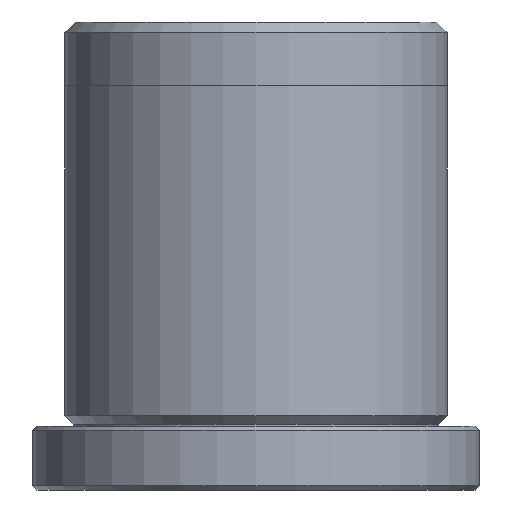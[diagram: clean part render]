
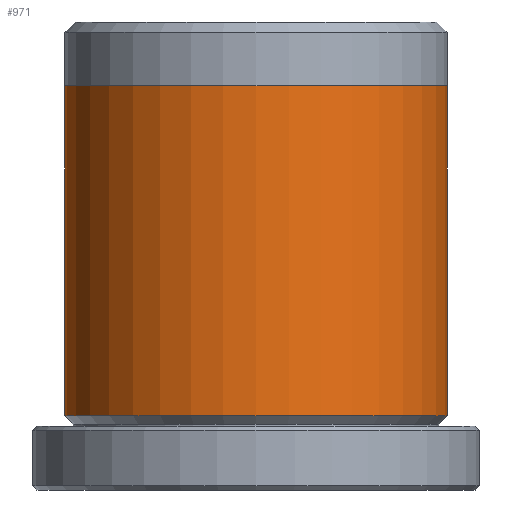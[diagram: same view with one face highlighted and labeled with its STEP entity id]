
A CAD part, front view. The second image highlights one B-rep face of the part: STEP entity #971.
In plain terms, the highlighted cylindrical face has radius 9 mm (diameter 18 mm), a partial arc.
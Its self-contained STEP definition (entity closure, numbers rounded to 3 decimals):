
#31 = DIRECTION ( 'NONE',  ( -1., 0., 0. ) ) ;
#46 = CARTESIAN_POINT ( 'NONE',  ( 9., 0., 22. ) ) ;
#79 = CARTESIAN_POINT ( 'NONE',  ( -9., 0., 22. ) ) ;
#107 = ORIENTED_EDGE ( 'NONE', *, *, #1518, .F. ) ;
#194 = DIRECTION ( 'NONE',  ( 0., 0., -1. ) ) ;
#202 = DIRECTION ( 'NONE',  ( 0., 0., 1. ) ) ;
#252 = CYLINDRICAL_SURFACE ( 'NONE', #1825, 9. ) ;
#280 = VERTEX_POINT ( 'NONE', #1776 ) ;
#327 = DIRECTION ( 'NONE',  ( 0., 0., -1. ) ) ;
#483 = ORIENTED_EDGE ( 'NONE', *, *, #1722, .T. ) ;
#515 = CARTESIAN_POINT ( 'NONE',  ( -9., 0., 19. ) ) ;
#524 = ORIENTED_EDGE ( 'NONE', *, *, #1811, .F. ) ;
#619 = CARTESIAN_POINT ( 'NONE',  ( 9., 0., 3.5 ) ) ;
#742 = CARTESIAN_POINT ( 'NONE',  ( 9., 0., 19. ) ) ;
#748 = CARTESIAN_POINT ( 'NONE',  ( 0., 0., 3.5 ) ) ;
#784 = VECTOR ( 'NONE', #794, 1000. ) ;
#794 = DIRECTION ( 'NONE',  ( 0., 0., -1. ) ) ;
#869 = DIRECTION ( 'NONE',  ( -1., 0., 0. ) ) ;
#923 = VERTEX_POINT ( 'NONE', #742 ) ;
#971 = ADVANCED_FACE ( 'NONE', ( #1040 ), #252, .T. ) ;
#1026 = VERTEX_POINT ( 'NONE', #619 ) ;
#1039 = CARTESIAN_POINT ( 'NONE',  ( 0., 0., 19. ) ) ;
#1040 = FACE_OUTER_BOUND ( 'NONE', #1449, .T. ) ;
#1094 = VECTOR ( 'NONE', #194, 1000. ) ;
#1166 = CIRCLE ( 'NONE', #1767, 9. ) ;
#1176 = DIRECTION ( 'NONE',  ( 1., 0., 0. ) ) ;
#1239 = AXIS2_PLACEMENT_3D ( 'NONE', #1039, #202, #1176 ) ;
#1310 = ORIENTED_EDGE ( 'NONE', *, *, #1626, .F. ) ;
#1449 = EDGE_LOOP ( 'NONE', ( #524, #1310, #483, #107 ) ) ;
#1473 = LINE ( 'NONE', #46, #1094 ) ;
#1513 = LINE ( 'NONE', #79, #784 ) ;
#1518 = EDGE_CURVE ( 'NONE', #1026, #280, #1166, .T. ) ;
#1626 = EDGE_CURVE ( 'NONE', #1716, #923, #1698, .T. ) ;
#1698 = CIRCLE ( 'NONE', #1239, 9. ) ;
#1716 = VERTEX_POINT ( 'NONE', #515 ) ;
#1722 = EDGE_CURVE ( 'NONE', #1716, #280, #1513, .T. ) ;
#1723 = DIRECTION ( 'NONE',  ( 0., 0., -1. ) ) ;
#1732 = CARTESIAN_POINT ( 'NONE',  ( 0., 0., 22. ) ) ;
#1767 = AXIS2_PLACEMENT_3D ( 'NONE', #748, #1723, #869 ) ;
#1776 = CARTESIAN_POINT ( 'NONE',  ( -9., 0., 3.5 ) ) ;
#1811 = EDGE_CURVE ( 'NONE', #923, #1026, #1473, .T. ) ;
#1825 = AXIS2_PLACEMENT_3D ( 'NONE', #1732, #327, #31 ) ;
